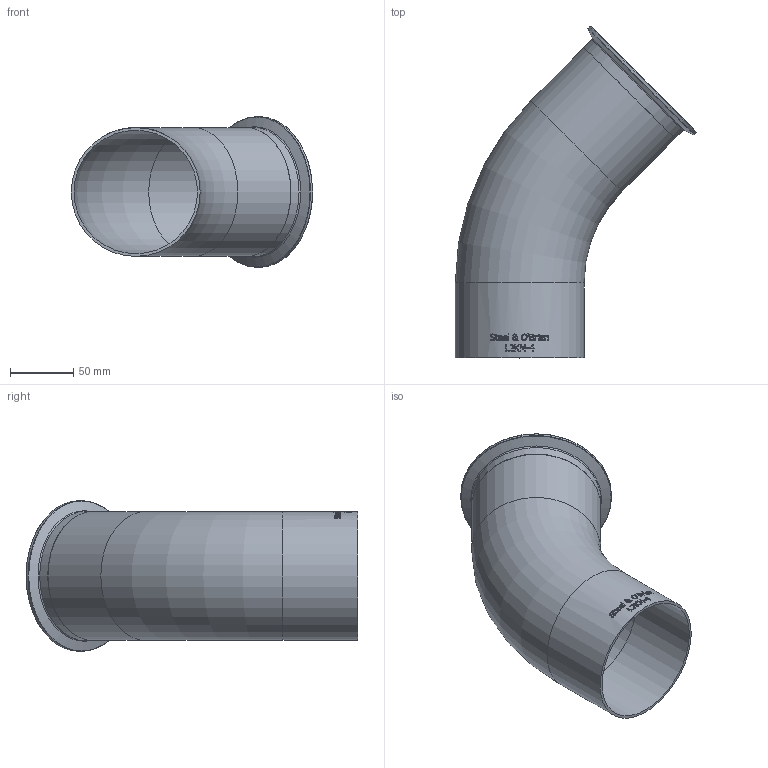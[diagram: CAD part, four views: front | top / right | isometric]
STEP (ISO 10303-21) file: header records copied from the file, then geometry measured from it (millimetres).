
FILE_DESCRIPTION(/* description */ (''),/* implementation_level */ '2;1');
FILE_NAME(/* name */ 'L2KM-4.stp',/* time_stamp */ '2021-11-08T14:28:08-05:00',/* author */ ('rick'),/* organization */ (''),/* preprocessor_version */ 'ST-DEVELOPER v18.1',/* originating_system */ 'Autodesk Inventor 2020',/* authorisation */ '');
FILE_SCHEMA (('AUTOMOTIVE_DESIGN { 1 0 10303 214 3 1 1 }'));
Length unit declared in the file: inch
Products named in the file (1): L2KM-4
Bounding box: 190.34 x 261.79 x 118.92 mm (x, y, z)
Volume: 179198.3 mm3; surface area: 165897.4 mm2
Topology: 1 solids, 1 shells, 319 faces, 873 edges, 588 vertices
Faces by surface type: plane 140, bspline 130, cylinder 36, torus 10, cone 3
Full cylindrical faces by diameter (mm): 97.384 x3, 101.6 x3, 118.923 x1
Entity records: 12896 total; most frequent: CARTESIAN_POINT 5349, ORIENTED_EDGE 1746, DIRECTION 1219, EDGE_CURVE 873, VERTEX_POINT 588, AXIS2_PLACEMENT_3D 416, LINE 387, VECTOR 387
